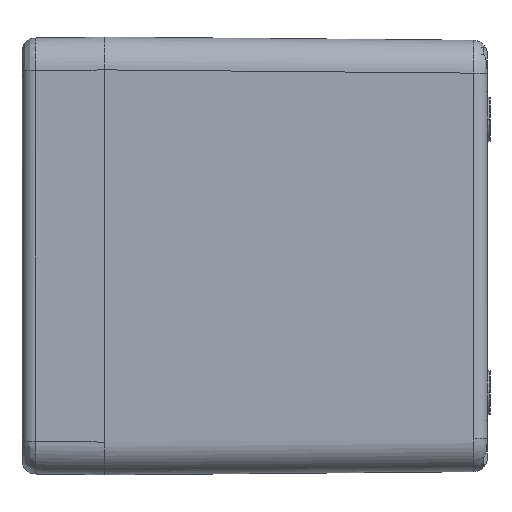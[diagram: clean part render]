
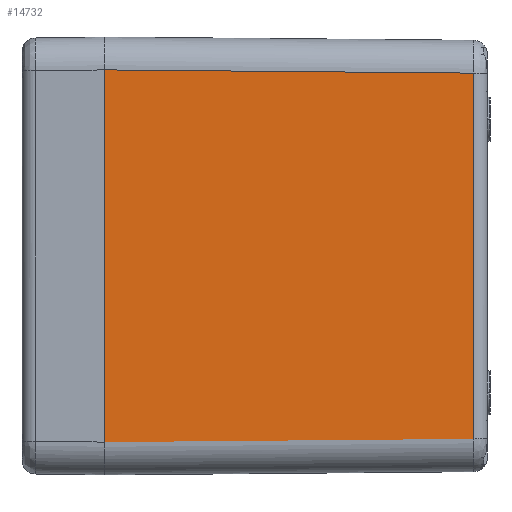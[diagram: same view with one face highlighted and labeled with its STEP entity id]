
A CAD part, left-side view. The second image highlights one B-rep face of the part: STEP entity #14732.
In plain terms, the highlighted planar face has unit normal (-1, -0.009, 0).
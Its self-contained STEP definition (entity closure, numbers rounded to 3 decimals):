
#415 = DIRECTION ( 'NONE',  ( -1., -0.009, 0. ) ) ;
#603 = AXIS2_PLACEMENT_3D ( 'NONE', #2097, #415, #22232 ) ;
#2097 = CARTESIAN_POINT ( 'NONE',  ( -60., 70., -42.924 ) ) ;
#3033 = B_SPLINE_CURVE_WITH_KNOTS ( 'NONE', 3,
 ( #3414, #3656, #20077, #18532 ),
 .UNSPECIFIED., .F., .F.,
 ( 4, 4 ),
 ( 0., 1. ),
 .UNSPECIFIED. ) ;
#3358 = CARTESIAN_POINT ( 'NONE',  ( -59.411, 2.478, 33.411 ) ) ;
#3414 = CARTESIAN_POINT ( 'NONE',  ( -59.411, 2.478, 33.411 ) ) ;
#3656 = CARTESIAN_POINT ( 'NONE',  ( -59.411, 2.478, 11.137 ) ) ;
#4002 = FACE_OUTER_BOUND ( 'NONE', #13772, .T. ) ;
#4428 = VERTEX_POINT ( 'NONE', #6880 ) ;
#5817 = ORIENTED_EDGE ( 'NONE', *, *, #7271, .F. ) ;
#5937 = CARTESIAN_POINT ( 'NONE',  ( -59.411, 2.478, -33.411 ) ) ;
#6880 = CARTESIAN_POINT ( 'NONE',  ( -60., 70., 34. ) ) ;
#7114 = LINE ( 'NONE', #23313, #8906 ) ;
#7271 = EDGE_CURVE ( 'NONE', #22028, #8234, #3033, .T. ) ;
#7494 = EDGE_CURVE ( 'NONE', #8844, #8234, #16979, .T. ) ;
#7533 = ORIENTED_EDGE ( 'NONE', *, *, #12155, .T. ) ;
#8234 = VERTEX_POINT ( 'NONE', #5937 ) ;
#8844 = VERTEX_POINT ( 'NONE', #16656 ) ;
#8906 = VECTOR ( 'NONE', #21628, 1000. ) ;
#9630 = CARTESIAN_POINT ( 'NONE',  ( -60., 70., -34. ) ) ;
#10782 = CARTESIAN_POINT ( 'NONE',  ( -60., 70., 34. ) ) ;
#12155 = EDGE_CURVE ( 'NONE', #4428, #8844, #7114, .T. ) ;
#13392 = EDGE_CURVE ( 'NONE', #4428, #22028, #13734, .T. ) ;
#13734 = B_SPLINE_CURVE_WITH_KNOTS ( 'NONE', 3,
 ( #10782, #14637, #23275, #3358 ),
 .UNSPECIFIED., .F., .F.,
 ( 4, 4 ),
 ( 0., 1. ),
 .UNSPECIFIED. ) ;
#13772 = EDGE_LOOP ( 'NONE', ( #21434, #7533, #15080, #5817 ) ) ;
#14637 = CARTESIAN_POINT ( 'NONE',  ( -59.804, 47.493, 33.804 ) ) ;
#14732 = ADVANCED_FACE ( 'NONE', ( #4002 ), #16731, .T. ) ;
#15080 = ORIENTED_EDGE ( 'NONE', *, *, #7494, .T. ) ;
#16419 = VECTOR ( 'NONE', #22712, 1000. ) ;
#16656 = CARTESIAN_POINT ( 'NONE',  ( -60., 70., -34. ) ) ;
#16731 = PLANE ( 'NONE',  #603 ) ;
#16979 = LINE ( 'NONE', #9630, #16419 ) ;
#17993 = CARTESIAN_POINT ( 'NONE',  ( -59.411, 2.478, 33.411 ) ) ;
#18532 = CARTESIAN_POINT ( 'NONE',  ( -59.411, 2.478, -33.411 ) ) ;
#20077 = CARTESIAN_POINT ( 'NONE',  ( -59.411, 2.478, -11.137 ) ) ;
#21434 = ORIENTED_EDGE ( 'NONE', *, *, #13392, .F. ) ;
#21628 = DIRECTION ( 'NONE',  ( 0., 0., -1. ) ) ;
#22028 = VERTEX_POINT ( 'NONE', #17993 ) ;
#22232 = DIRECTION ( 'NONE',  ( -0.009, 1., 0. ) ) ;
#22712 = DIRECTION ( 'NONE',  ( 0.009, -1., 0.009 ) ) ;
#23275 = CARTESIAN_POINT ( 'NONE',  ( -59.607, 24.985, 33.607 ) ) ;
#23313 = CARTESIAN_POINT ( 'NONE',  ( -60., 70., 34. ) ) ;
